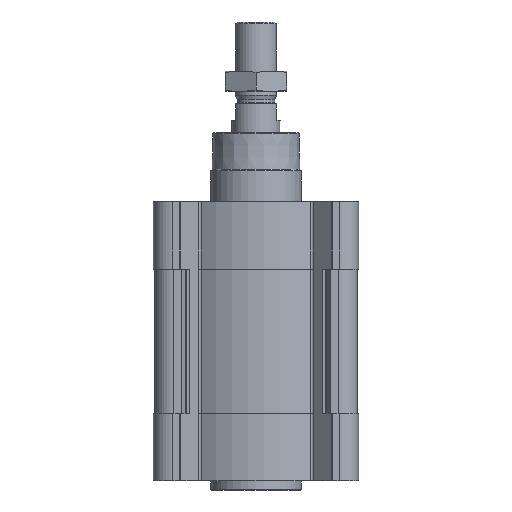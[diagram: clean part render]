
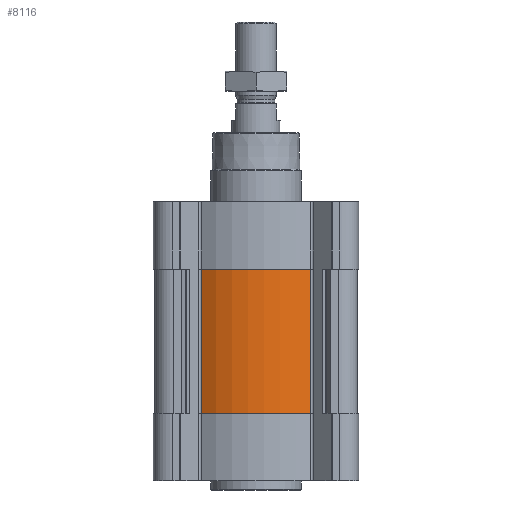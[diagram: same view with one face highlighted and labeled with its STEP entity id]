
A CAD part, front view. The second image highlights one B-rep face of the part: STEP entity #8116.
In plain terms, the highlighted cylindrical face has radius 66.25 mm (diameter 132.5 mm), a partial arc.
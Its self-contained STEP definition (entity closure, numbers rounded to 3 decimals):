
#388=LINE('',#13729,#1019);
#389=LINE('',#13731,#1020);
#1019=VECTOR('',#10428,1000.);
#1020=VECTOR('',#10431,1000.);
#1740=CIRCLE('',#8711,66.25);
#1858=CIRCLE('',#8880,66.25);
#2847=ORIENTED_EDGE('',*,*,#5058,.F.);
#2848=ORIENTED_EDGE('',*,*,#5076,.F.);
#2849=ORIENTED_EDGE('',*,*,#4747,.T.);
#2850=ORIENTED_EDGE('',*,*,#5077,.T.);
#4747=EDGE_CURVE('',#5919,#5918,#1740,.T.);
#5058=EDGE_CURVE('',#6169,#6170,#1858,.T.);
#5076=EDGE_CURVE('',#5919,#6169,#388,.T.);
#5077=EDGE_CURVE('',#5918,#6170,#389,.T.);
#5918=VERTEX_POINT('',#13067);
#5919=VERTEX_POINT('',#13069);
#6169=VERTEX_POINT('',#13692);
#6170=VERTEX_POINT('',#13694);
#6756=EDGE_LOOP('',(#2847,#2848,#2849,#2850));
#7357=FACE_BOUND('',#6756,.T.);
#7863=CYLINDRICAL_SURFACE('',#8895,66.25);
#8116=ADVANCED_FACE('',(#7357),#7863,.T.);
#8711=AXIS2_PLACEMENT_3D('',#13068,#9859,#9860);
#8880=AXIS2_PLACEMENT_3D('',#13693,#10386,#10387);
#8895=AXIS2_PLACEMENT_3D('',#13730,#10429,#10430);
#9859=DIRECTION('',(0.,0.,1.));
#9860=DIRECTION('',(1.,0.,0.));
#10386=DIRECTION('',(0.,0.,1.));
#10387=DIRECTION('',(1.,0.,0.));
#10428=DIRECTION('',(0.,0.,1.));
#10429=DIRECTION('',(0.,0.,1.));
#10430=DIRECTION('',(1.,0.,0.));
#10431=DIRECTION('',(0.,0.,1.));
#13067=CARTESIAN_POINT('',(36.154,-55.515,-140.3));
#13068=CARTESIAN_POINT('',(0.,0.,-140.3));
#13069=CARTESIAN_POINT('',(-36.154,-55.515,-140.3));
#13692=CARTESIAN_POINT('',(-36.154,-55.515,-44.7));
#13693=CARTESIAN_POINT('',(0.,0.,-44.7));
#13694=CARTESIAN_POINT('',(36.154,-55.515,-44.7));
#13729=CARTESIAN_POINT('',(-36.154,-55.515,-140.3));
#13730=CARTESIAN_POINT('',(0.,0.,-140.3));
#13731=CARTESIAN_POINT('',(36.154,-55.515,-140.3));
